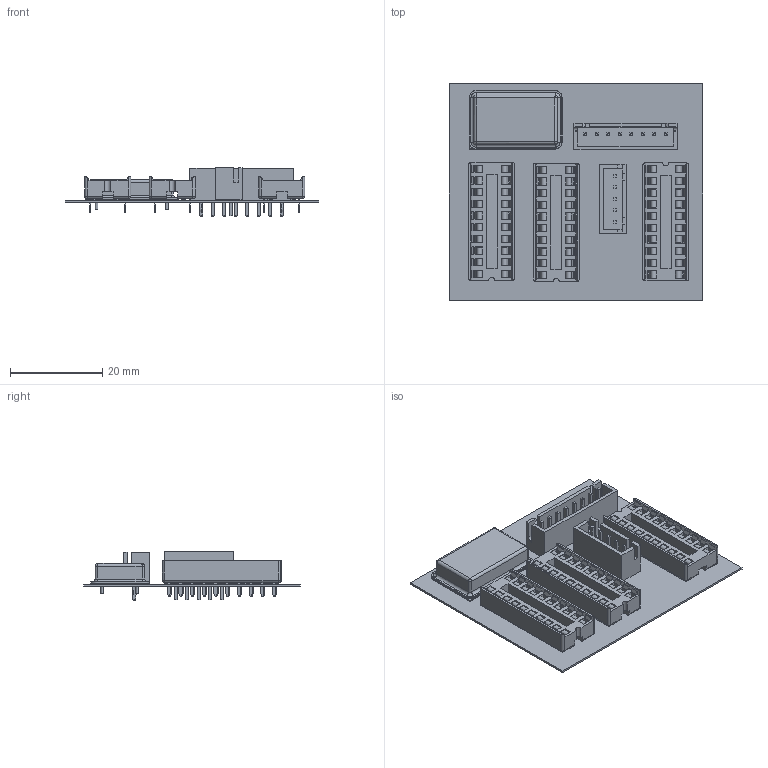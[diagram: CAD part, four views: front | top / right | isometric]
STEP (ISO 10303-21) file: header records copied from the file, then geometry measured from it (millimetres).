
FILE_DESCRIPTION(/* description */ ('STEP AP242','CAx-IF Rec.Pracs.---Representation and Presentation of Product Manufacturing Information (PMI)---4.0---2014-10-13','CAx-IF Rec.Pracs.---3D Tessellated Geometry---0.4---2014-09-14','2;1'),/* implementation_level */ '2;1');
FILE_NAME(/* name */ '641a4df934d9d560b3e3fff4',/* time_stamp */ '2023-03-22T00:38:20+00:00',/* author */ (''),/* organization */ (''),/* preprocessor_version */ 'ST-DEVELOPER v18.102',/* originating_system */ ' ',/* authorisation */ ' ');
FILE_SCHEMA (('AP242_MANAGED_MODEL_BASED_3D_ENGINEERING_MIM_LF { 1 0 10303 442 1 1 4 }'));
Length unit declared in the file: metre
Products named in the file (41): PCB; XTAL <1>; User Library-OSC_DIP-14; J5 <1>; User Library-B8B-XH-A; J3 <1>; DIP300-skt-flat-20; J1 <1>; CN1 <1>; B5B-XH-A; Board <1>; Open CASCADE STEP translator 7.5 1.1.1; J2 <1>
Assembly tree (82 placements, depth 3):
  PCB
    XTAL <1>
      User Library-OSC_DIP-14
    J5 <1>
      User Library-B8B-XH-A
      User Library-B8B-XH-A
      User Library-B8B-XH-A
      User Library-B8B-XH-A
      User Library-B8B-XH-A
      User Library-B8B-XH-A
      User Library-B8B-XH-A
      User Library-B8B-XH-A
      User Library-B8B-XH-A
    J3 <1>
      DIP300-skt-flat-20
      DIP300-skt-flat-20
      DIP300-skt-flat-20
      DIP300-skt-flat-20
      DIP300-skt-flat-20
      DIP300-skt-flat-20
      DIP300-skt-flat-20
      DIP300-skt-flat-20
      DIP300-skt-flat-20
      DIP300-skt-flat-20
      DIP300-skt-flat-20
      DIP300-skt-flat-20
      DIP300-skt-flat-20
      DIP300-skt-flat-20
      DIP300-skt-flat-20
      DIP300-skt-flat-20
      DIP300-skt-flat-20
      DIP300-skt-flat-20
      DIP300-skt-flat-20
      DIP300-skt-flat-20
      DIP300-skt-flat-20
    J1 <1>
      DIP300-skt-flat-20
      DIP300-skt-flat-20
      DIP300-skt-flat-20
      DIP300-skt-flat-20
      DIP300-skt-flat-20
      DIP300-skt-flat-20
      DIP300-skt-flat-20
      DIP300-skt-flat-20
      DIP300-skt-flat-20
      DIP300-skt-flat-20
      DIP300-skt-flat-20
      DIP300-skt-flat-20
      DIP300-skt-flat-20
      DIP300-skt-flat-20
      DIP300-skt-flat-20
      DIP300-skt-flat-20
      DIP300-skt-flat-20
      DIP300-skt-flat-20
      DIP300-skt-flat-20
      DIP300-skt-flat-20
      DIP300-skt-flat-20
    CN1 <1>
      B5B-XH-A
    Board <1>
Bounding box: 55 x 47 x 10.53 mm (x, y, z)
Volume: 4458 mm3; surface area: 14877 mm2
Topology: 68 solids, 75 shells, 2893 faces, 8076 edges, 5333 vertices
Faces by surface type: plane 2078, cylinder 769, torus 28, sphere 14, bspline 4
Full cylindrical faces by diameter (mm): 0.6 x4, 0.9 x73, 1.016 x4, 1.4 x1
Entity records: 42349 total; most frequent: CARTESIAN_POINT 7281, DIRECTION 6916, ORIENTED_EDGE 6780, EDGE_CURVE 3430, LINE 2660, VECTOR 2660, VERTEX_POINT 2317, AXIS2_PLACEMENT_3D 2128
